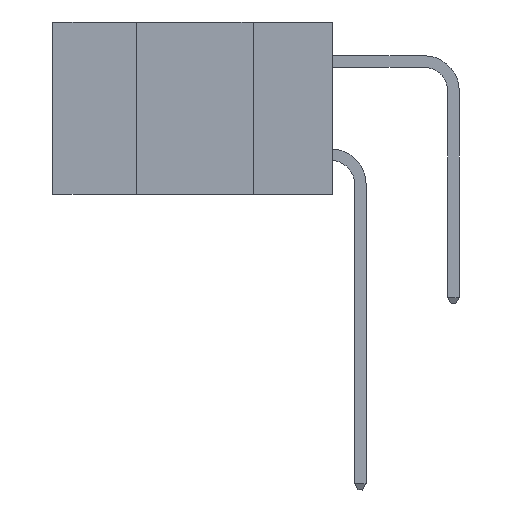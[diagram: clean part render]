
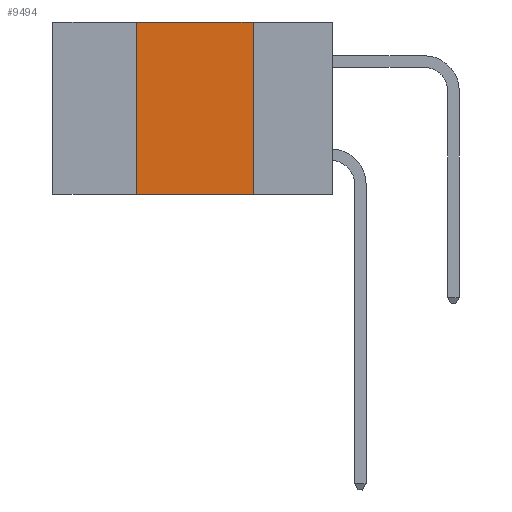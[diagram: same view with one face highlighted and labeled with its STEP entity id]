
A CAD part, left-side view. The second image highlights one B-rep face of the part: STEP entity #9494.
In plain terms, the highlighted planar face has unit normal (-1, 0, 0).
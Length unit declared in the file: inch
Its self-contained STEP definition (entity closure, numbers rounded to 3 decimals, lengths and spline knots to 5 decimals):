
#79 = DIRECTION ( 'NONE',  ( 0., -1., 0. ) ) ;
#881 = LINE ( 'NONE', #21759, #18561 ) ;
#1034 = LINE ( 'NONE', #5577, #18720 ) ;
#1134 = DIRECTION ( 'NONE',  ( 0., -1., 0. ) ) ;
#2808 = VERTEX_POINT ( 'NONE', #17260 ) ;
#3836 = VERTEX_POINT ( 'NONE', #19806 ) ;
#4720 = LINE ( 'NONE', #15149, #16826 ) ;
#5577 = CARTESIAN_POINT ( 'NONE',  ( 0., 0.42, 0. ) ) ;
#6785 = CARTESIAN_POINT ( 'NONE',  ( 0., 0.6, 0. ) ) ;
#6895 = FACE_OUTER_BOUND ( 'NONE', #18511, .T. ) ;
#6992 = EDGE_CURVE ( 'NONE', #10507, #2808, #19094, .T. ) ;
#7522 = ORIENTED_EDGE ( 'NONE', *, *, #10466, .F. ) ;
#8499 = ORIENTED_EDGE ( 'NONE', *, *, #6992, .F. ) ;
#8940 = DIRECTION ( 'NONE',  ( 0., 0., 1. ) ) ;
#9494 = ADVANCED_FACE ( 'NONE', ( #6895 ), #19346, .F. ) ;
#10466 = EDGE_CURVE ( 'NONE', #3836, #10507, #1034, .T. ) ;
#10507 = VERTEX_POINT ( 'NONE', #12626 ) ;
#10536 = DIRECTION ( 'NONE',  ( 1., 0., 0. ) ) ;
#10620 = VERTEX_POINT ( 'NONE', #19816 ) ;
#11177 = EDGE_CURVE ( 'NONE', #2808, #10620, #4720, .T. ) ;
#12626 = CARTESIAN_POINT ( 'NONE',  ( 0., 0.42, 0. ) ) ;
#14393 = EDGE_CURVE ( 'NONE', #3836, #10620, #881, .T. ) ;
#15149 = CARTESIAN_POINT ( 'NONE',  ( 0., 0.17, 0. ) ) ;
#16826 = VECTOR ( 'NONE', #16883, 39.37008 ) ;
#16883 = DIRECTION ( 'NONE',  ( 0., 0., -1. ) ) ;
#17157 = AXIS2_PLACEMENT_3D ( 'NONE', #19423, #10536, #17517 ) ;
#17260 = CARTESIAN_POINT ( 'NONE',  ( 0., 0.17, 0. ) ) ;
#17517 = DIRECTION ( 'NONE',  ( 0., 0., -1. ) ) ;
#18511 = EDGE_LOOP ( 'NONE', ( #20544, #8499, #7522, #21784 ) ) ;
#18561 = VECTOR ( 'NONE', #1134, 39.37008 ) ;
#18720 = VECTOR ( 'NONE', #8940, 39.37008 ) ;
#19094 = LINE ( 'NONE', #6785, #20158 ) ;
#19346 = PLANE ( 'NONE',  #17157 ) ;
#19423 = CARTESIAN_POINT ( 'NONE',  ( 0., 0.6, 0. ) ) ;
#19806 = CARTESIAN_POINT ( 'NONE',  ( 0., 0.42, -0.37 ) ) ;
#19816 = CARTESIAN_POINT ( 'NONE',  ( 0., 0.17, -0.37 ) ) ;
#20158 = VECTOR ( 'NONE', #79, 39.37008 ) ;
#20544 = ORIENTED_EDGE ( 'NONE', *, *, #11177, .F. ) ;
#21759 = CARTESIAN_POINT ( 'NONE',  ( 0., 0.6, -0.37 ) ) ;
#21784 = ORIENTED_EDGE ( 'NONE', *, *, #14393, .T. ) ;
